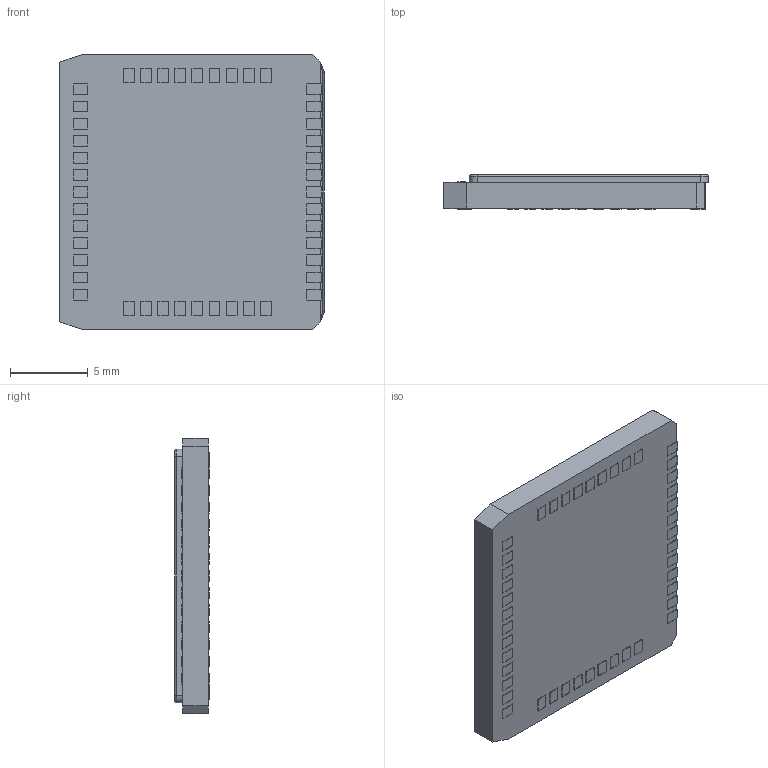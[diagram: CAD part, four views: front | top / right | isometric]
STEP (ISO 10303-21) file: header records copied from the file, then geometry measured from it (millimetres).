
FILE_DESCRIPTION (( 'STEP AP214' ), '1' );
FILE_NAME ( 'Quectel_BC28.step', '2019-08-30T11:42:33', ( '' ), ( '' ), 'Part was generated with the free Library Expert Lite available at www.PCBLibraries.com. Removing line will violate the End User License Agreement.', '©2017 PCB Libraries, Inc.', '' );
FILE_SCHEMA (( 'AUTOMOTIVE_DESIGN' ));
Length unit declared in the file: millimetre
Products named in the file (1): Quectel_BC28
Bounding box: 17 x 2.2 x 17.7 mm (x, y, z)
Volume: 616.7 mm3; surface area: 933.8 mm2
Topology: 45 solids, 45 shells, 470 faces, 1130 edges, 750 vertices
Faces by surface type: plane 456, cylinder 8, torus 6
Entity records: 15160 total; most frequent: CARTESIAN_POINT 2345, ORIENTED_EDGE 2252, DIRECTION 2094, EDGE_CURVE 1126, VECTOR 1100, LINE 1100, VERTEX_POINT 748, STYLED_ITEM 516
